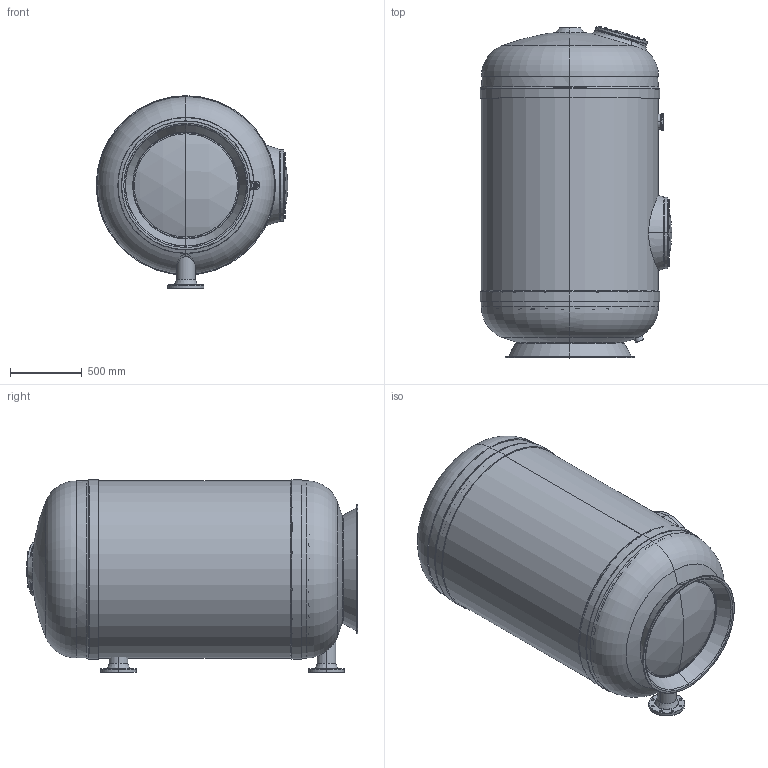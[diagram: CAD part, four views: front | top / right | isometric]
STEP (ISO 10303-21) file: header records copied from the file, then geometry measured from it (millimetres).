
FILE_DESCRIPTION (( 'STEP AP214' ), '1' );
FILE_NAME ('balearic120c.STEP', '2021-01-05T13:15:30', ( '' ), ( '' ), 'SwSTEP 2.0', 'SolidWorks 2019', '' );
FILE_SCHEMA (( 'AUTOMOTIVE_DESIGN' ));
Length unit declared in the file: millimetre
Products named in the file (1): balearic120c
Bounding box: 1335.79 x 2312.72 x 1343 mm (x, y, z)
Surface area: 23065167.9 mm2 (no closed solid volume)
Topology: 0 solids, 89 shells, 1172 faces, 2587 edges, 1592 vertices
Faces by surface type: cylinder 405, plane 374, cone 295, torus 78, sphere 12, bspline 8
Entity records: 55266 total; most frequent: CARTESIAN_POINT 15856, DIRECTION 5525, ORIENTED_EDGE 5038, EDGE_CURVE 2551, AXIS2_PLACEMENT_3D 2335, VERTEX_POINT 1592, EDGE_LOOP 1413, UNCERTAINTY_MEASURE_WITH_UNIT 1246
